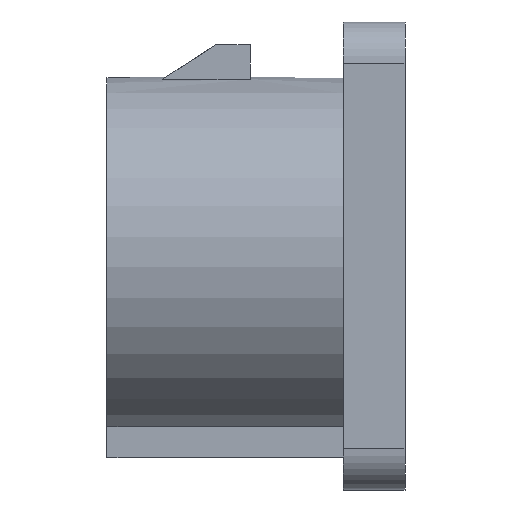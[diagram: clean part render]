
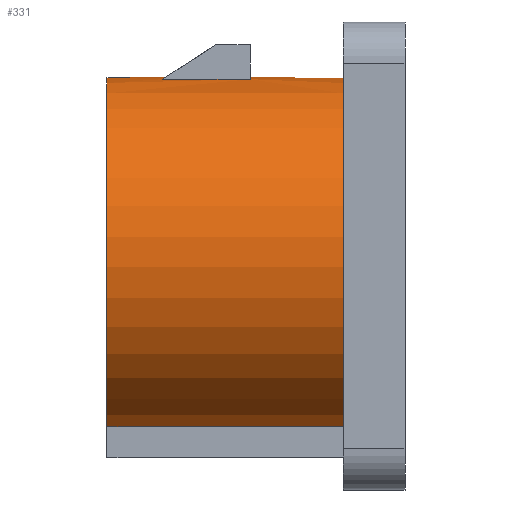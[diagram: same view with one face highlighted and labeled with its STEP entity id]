
A CAD part, left-side view. The second image highlights one B-rep face of the part: STEP entity #331.
In plain terms, the highlighted cylindrical face has radius 26 mm (diameter 52 mm), a partial arc.
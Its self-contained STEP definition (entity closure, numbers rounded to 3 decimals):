
#1 = VECTOR ( 'NONE', #1242, 1000. ) ;
#13 = CARTESIAN_POINT ( 'NONE',  ( 4., 30.2, 25.69 ) ) ;
#14 = AXIS2_PLACEMENT_3D ( 'NONE', #1174, #975, #487 ) ;
#24 = CIRCLE ( 'NONE', #572, 26. ) ;
#27 = CARTESIAN_POINT ( 'NONE',  ( 7.75, 38.3, -24.818 ) ) ;
#50 = DIRECTION ( 'NONE',  ( 0., 0., 1. ) ) ;
#83 = EDGE_CURVE ( 'NONE', #1075, #339, #819, .T. ) ;
#104 = DIRECTION ( 'NONE',  ( 0., -1., 0. ) ) ;
#119 = ORIENTED_EDGE ( 'NONE', *, *, #793, .T. ) ;
#142 = FACE_OUTER_BOUND ( 'NONE', #976, .T. ) ;
#147 = CARTESIAN_POINT ( 'NONE',  ( 0., 38.3, 0. ) ) ;
#153 =( BOUNDED_CURVE ( )  B_SPLINE_CURVE ( 3, ( #13, #888, #518, #325 ),
 .UNSPECIFIED., .F., .T. ) 
 B_SPLINE_CURVE_WITH_KNOTS ( ( 4, 4 ),
 ( 6.129, 6.438 ),
 .UNSPECIFIED. ) 
 CURVE ( )  GEOMETRIC_REPRESENTATION_ITEM ( )  RATIONAL_B_SPLINE_CURVE ( ( 1., 0.992, 0.992, 1. ) ) 
 REPRESENTATION_ITEM ( '' )  );
#164 = ORIENTED_EDGE ( 'NONE', *, *, #83, .T. ) ;
#172 = CARTESIAN_POINT ( 'NONE',  ( -4., 30.2, 25.69 ) ) ;
#201 = DIRECTION ( 'NONE',  ( 0., 1., 0. ) ) ;
#209 = ORIENTED_EDGE ( 'NONE', *, *, #1050, .F. ) ;
#228 = DIRECTION ( 'NONE',  ( 0., -1., 0. ) ) ;
#256 = EDGE_CURVE ( 'NONE', #1225, #642, #922, .T. ) ;
#258 = VECTOR ( 'NONE', #104, 1000. ) ;
#261 = EDGE_LOOP ( 'NONE', ( #960, #777, #1258, #607 ) ) ;
#263 = EDGE_CURVE ( 'NONE', #644, #694, #416, .T. ) ;
#284 = EDGE_CURVE ( 'NONE', #694, #642, #370, .T. ) ;
#300 = CARTESIAN_POINT ( 'NONE',  ( -7.75, 4., -24.818 ) ) ;
#306 = DIRECTION ( 'NONE',  ( 0., 0., -1. ) ) ;
#325 = CARTESIAN_POINT ( 'NONE',  ( -4., 30.2, 25.69 ) ) ;
#331 = ADVANCED_FACE ( 'NONE', ( #142, #817 ), #1132, .T. ) ;
#339 = VERTEX_POINT ( 'NONE', #300 ) ;
#370 = CIRCLE ( 'NONE', #14, 26. ) ;
#371 = AXIS2_PLACEMENT_3D ( 'NONE', #877, #505, #306 ) ;
#416 = LINE ( 'NONE', #534, #465 ) ;
#424 = ORIENTED_EDGE ( 'NONE', *, *, #1096, .F. ) ;
#426 = EDGE_CURVE ( 'NONE', #1225, #644, #153, .T. ) ;
#465 = VECTOR ( 'NONE', #916, 1000. ) ;
#487 = DIRECTION ( 'NONE',  ( 0., 0., 1. ) ) ;
#492 = CARTESIAN_POINT ( 'NONE',  ( -7.75, 38.3, -24.818 ) ) ;
#505 = DIRECTION ( 'NONE',  ( 0., -1., 0. ) ) ;
#518 = CARTESIAN_POINT ( 'NONE',  ( -1.344, 29.563, 26.104 ) ) ;
#520 = CARTESIAN_POINT ( 'NONE',  ( 7.75, 38.3, -24.818 ) ) ;
#534 = CARTESIAN_POINT ( 'NONE',  ( -4., 30.2, 25.69 ) ) ;
#561 = CIRCLE ( 'NONE', #1201, 26. ) ;
#572 = AXIS2_PLACEMENT_3D ( 'NONE', #147, #618, #50 ) ;
#587 = VERTEX_POINT ( 'NONE', #1214 ) ;
#596 = CARTESIAN_POINT ( 'NONE',  ( 4., 30.2, 25.69 ) ) ;
#607 = ORIENTED_EDGE ( 'NONE', *, *, #263, .F. ) ;
#612 = CARTESIAN_POINT ( 'NONE',  ( -7.75, 38.3, -24.818 ) ) ;
#618 = DIRECTION ( 'NONE',  ( 0., 1., 0. ) ) ;
#642 = VERTEX_POINT ( 'NONE', #1248 ) ;
#644 = VERTEX_POINT ( 'NONE', #172 ) ;
#694 = VERTEX_POINT ( 'NONE', #1038 ) ;
#749 = LINE ( 'NONE', #27, #828 ) ;
#777 = ORIENTED_EDGE ( 'NONE', *, *, #256, .T. ) ;
#793 = EDGE_CURVE ( 'NONE', #339, #587, #561, .T. ) ;
#817 = FACE_BOUND ( 'NONE', #261, .T. ) ;
#819 = LINE ( 'NONE', #492, #258 ) ;
#828 = VECTOR ( 'NONE', #228, 1000. ) ;
#877 = CARTESIAN_POINT ( 'NONE',  ( 0., 38.3, 0. ) ) ;
#888 = CARTESIAN_POINT ( 'NONE',  ( 1.344, 29.563, 26.104 ) ) ;
#916 = DIRECTION ( 'NONE',  ( 0., -1., 0. ) ) ;
#922 = LINE ( 'NONE', #596, #1 ) ;
#942 = VERTEX_POINT ( 'NONE', #520 ) ;
#960 = ORIENTED_EDGE ( 'NONE', *, *, #426, .F. ) ;
#975 = DIRECTION ( 'NONE',  ( 0., 1., 0. ) ) ;
#976 = EDGE_LOOP ( 'NONE', ( #119, #209, #424, #164 ) ) ;
#1032 = CARTESIAN_POINT ( 'NONE',  ( 4., 30.2, 25.69 ) ) ;
#1038 = CARTESIAN_POINT ( 'NONE',  ( -4., 17.5, 25.69 ) ) ;
#1050 = EDGE_CURVE ( 'NONE', #942, #587, #749, .T. ) ;
#1075 = VERTEX_POINT ( 'NONE', #612 ) ;
#1096 = EDGE_CURVE ( 'NONE', #1075, #942, #24, .T. ) ;
#1132 = CYLINDRICAL_SURFACE ( 'NONE', #371, 26. ) ;
#1174 = CARTESIAN_POINT ( 'NONE',  ( 0., 17.5, 0. ) ) ;
#1201 = AXIS2_PLACEMENT_3D ( 'NONE', #1259, #201, #1253 ) ;
#1214 = CARTESIAN_POINT ( 'NONE',  ( 7.75, 4., -24.818 ) ) ;
#1225 = VERTEX_POINT ( 'NONE', #1032 ) ;
#1242 = DIRECTION ( 'NONE',  ( 0., -1., 0. ) ) ;
#1248 = CARTESIAN_POINT ( 'NONE',  ( 4., 17.5, 25.69 ) ) ;
#1253 = DIRECTION ( 'NONE',  ( 0., 0., 1. ) ) ;
#1258 = ORIENTED_EDGE ( 'NONE', *, *, #284, .F. ) ;
#1259 = CARTESIAN_POINT ( 'NONE',  ( 0., 4., 0. ) ) ;
